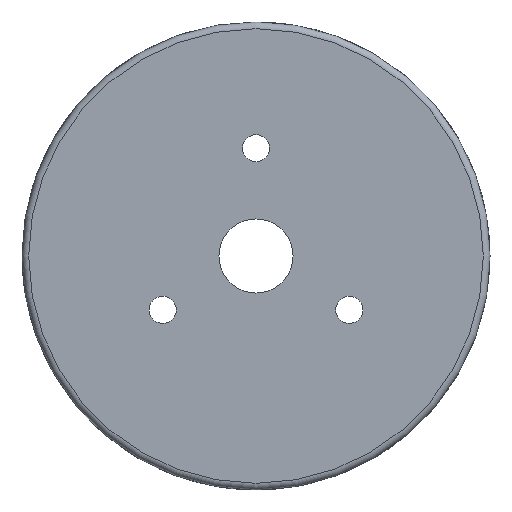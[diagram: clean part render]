
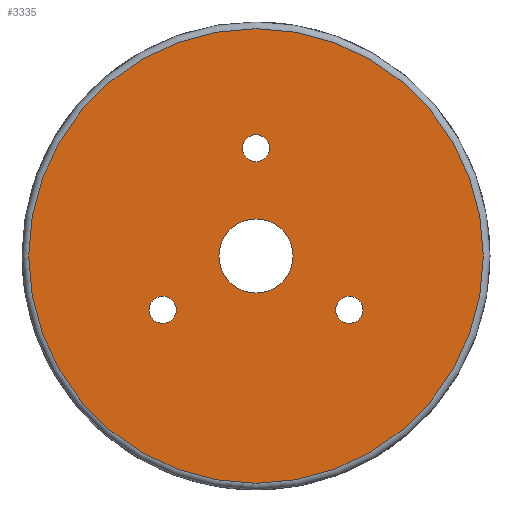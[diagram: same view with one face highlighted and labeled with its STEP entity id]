
A CAD part, left-side view. The second image highlights one B-rep face of the part: STEP entity #3335.
In plain terms, the highlighted planar face has unit normal (-1, 0, 0).
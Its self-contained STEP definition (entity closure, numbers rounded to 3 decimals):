
#22=FACE_BOUND('',#858,.T.);
#23=FACE_BOUND('',#859,.T.);
#24=FACE_BOUND('',#860,.T.);
#25=FACE_BOUND('',#861,.T.);
#447=PLANE('',#3881);
#654=FACE_OUTER_BOUND('',#857,.T.);
#857=EDGE_LOOP('',(#3096));
#858=EDGE_LOOP('',(#3097));
#859=EDGE_LOOP('',(#3098));
#860=EDGE_LOOP('',(#3099));
#861=EDGE_LOOP('',(#3100));
#1024=CIRCLE('',#3556,1.007);
#1025=CIRCLE('',#3558,1.007);
#1026=CIRCLE('',#3560,1.007);
#1051=CIRCLE('',#3599,2.75);
#1238=CIRCLE('',#3882,16.875);
#1350=VERTEX_POINT('',#5961);
#1351=VERTEX_POINT('',#5965);
#1352=VERTEX_POINT('',#5969);
#1389=VERTEX_POINT('',#6064);
#1562=VERTEX_POINT('',#6606);
#1754=EDGE_CURVE('',#1350,#1350,#1024,.T.);
#1756=EDGE_CURVE('',#1351,#1351,#1025,.T.);
#1758=EDGE_CURVE('',#1352,#1352,#1026,.T.);
#1802=EDGE_CURVE('',#1389,#1389,#1051,.T.);
#2075=EDGE_CURVE('',#1562,#1562,#1238,.T.);
#3096=ORIENTED_EDGE('',*,*,#2075,.F.);
#3097=ORIENTED_EDGE('',*,*,#1754,.T.);
#3098=ORIENTED_EDGE('',*,*,#1756,.T.);
#3099=ORIENTED_EDGE('',*,*,#1758,.T.);
#3100=ORIENTED_EDGE('',*,*,#1802,.F.);
#3335=ADVANCED_FACE('',(#654,#22,#23,#24,#25),#447,.T.);
#3556=AXIS2_PLACEMENT_3D('',#5962,#4327,#4328);
#3558=AXIS2_PLACEMENT_3D('',#5966,#4332,#4333);
#3560=AXIS2_PLACEMENT_3D('',#5970,#4337,#4338);
#3599=AXIS2_PLACEMENT_3D('',#6065,#4434,#4435);
#3881=AXIS2_PLACEMENT_3D('',#6605,#5084,#5085);
#3882=AXIS2_PLACEMENT_3D('',#6607,#5086,#5087);
#4327=DIRECTION('center_axis',(1.,0.,0.));
#4328=DIRECTION('ref_axis',(0.,0.,
1.));
#4332=DIRECTION('center_axis',(1.,0.,0.));
#4333=DIRECTION('ref_axis',(0.,0.,
1.));
#4337=DIRECTION('center_axis',(1.,0.,0.));
#4338=DIRECTION('ref_axis',(0.,0.,
1.));
#4434=DIRECTION('center_axis',(-1.,0.,0.));
#4435=DIRECTION('ref_axis',(0.,0.,
1.));
#5084=DIRECTION('center_axis',(-1.,0.,0.));
#5085=DIRECTION('ref_axis',(0.,0.,
1.));
#5086=DIRECTION('center_axis',(1.,0.,0.));
#5087=DIRECTION('ref_axis',(0.,0.,
-1.));
#5961=CARTESIAN_POINT('',(-77.168,14.338,-81.605));
#5962=CARTESIAN_POINT('Origin',(-77.168,14.338,-80.598));
#5965=CARTESIAN_POINT('',(-77.168,28.195,-81.605));
#5966=CARTESIAN_POINT('Origin',(-77.168,28.195,-80.598));
#5969=CARTESIAN_POINT('',(-77.168,21.267,-69.605));
#5970=CARTESIAN_POINT('Origin',(-77.168,21.267,-68.598));
#6064=CARTESIAN_POINT('',(-77.168,21.267,-79.348));
#6065=CARTESIAN_POINT('Origin',(-77.168,21.267,-76.598));
#6605=CARTESIAN_POINT('Origin',(-77.168,21.267,-76.598));
#6606=CARTESIAN_POINT('',(-77.168,21.267,-59.723));
#6607=CARTESIAN_POINT('Origin',(-77.168,21.267,-76.598));
